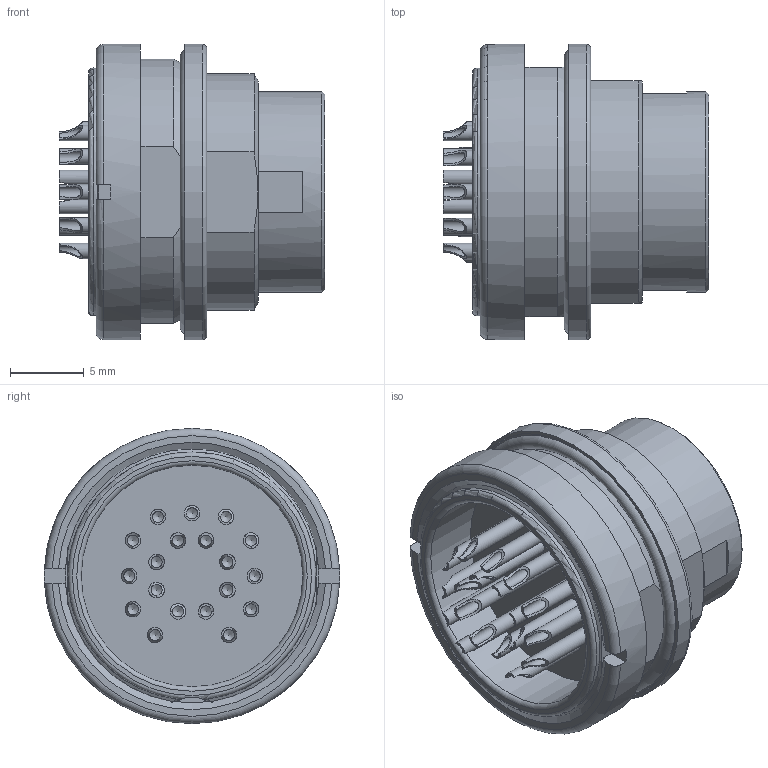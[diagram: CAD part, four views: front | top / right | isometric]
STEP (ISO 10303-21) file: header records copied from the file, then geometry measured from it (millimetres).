
FILE_DESCRIPTION(/* description */ (''),/* implementation_level */ '2;1');
FILE_NAME(/* name */ '09_0463_00_19_001_00.stp',/* time_stamp */ '2014-08-11T08:10:25+02:00',/* author */ (''),/* organization */ (''),/* preprocessor_version */ 'ST-DEVELOPER v14',/* originating_system */ 'SIEMENS PLM Software NX 8.0',/* authorisation */ '');
FILE_SCHEMA (('AP203_CONFIGURATION_CONTROLLED_3D_DESIGN_OF_MECHANICAL_PARTS_AND_ASSEMBLIES_MIM_LF { 1 0 10303 403 2 1 2}'));
Length unit declared in the file: millimetre
Products named in the file (1): cerl157001BF4o6h
Bounding box: 18 x 20 x 20 mm (x, y, z)
Volume: 2377.3 mm3; surface area: 3072.4 mm2
Topology: 2 solids, 2 shells, 197 faces, 592 edges, 386 vertices
Faces by surface type: cylinder 91, plane 48, cone 29, sphere 19, torus 7, bspline 3
Full cylindrical faces by diameter (mm): 0.75 x19, 1 x19, 1.05 x19, 12 x1, 13.6 x1, 15 x1, 17.188 x1, 18.1 x1, 20 x2
Entity records: 6691 total; most frequent: CARTESIAN_POINT 2715, DIRECTION 816, ORIENTED_EDGE 644, AXIS2_PLACEMENT_3D 368, EDGE_CURVE 322, EDGE_LOOP 316, VERTEX_POINT 265, FACE_BOUND 240
